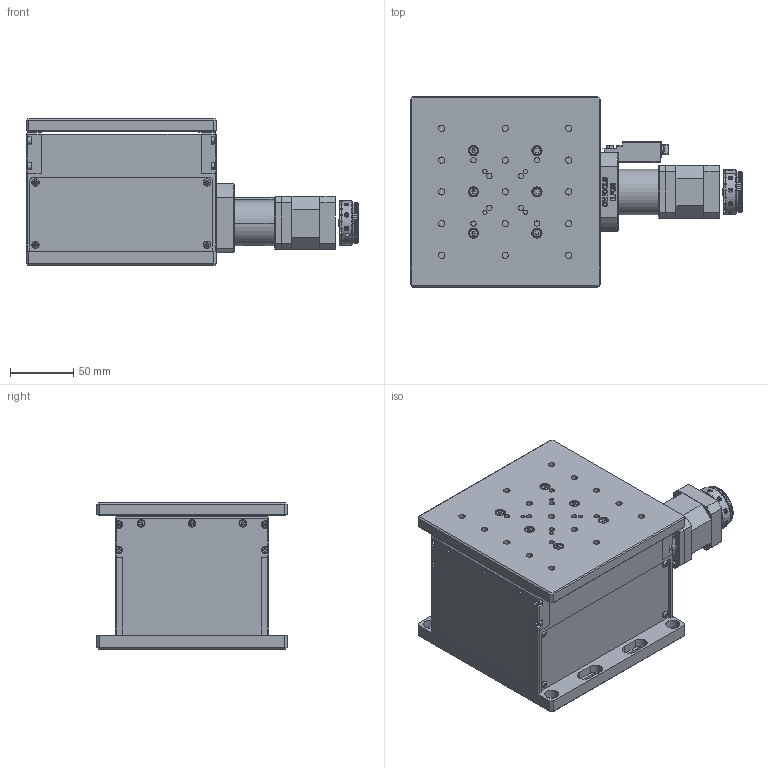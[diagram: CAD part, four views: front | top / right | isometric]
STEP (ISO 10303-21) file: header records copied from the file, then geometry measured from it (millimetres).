
FILE_DESCRIPTION (( 'STEP AP203' ), '1' );
FILE_NAME ('ELPC20.STEP', '2020-12-03T06:27:34', ( 'User' ), ( 'China' ), 'SwSTEP 2.0', 'SolidWorks 2018', '' );
FILE_SCHEMA (( 'CONFIG_CONTROL_DESIGN' ));
Products named in the file (1): ELPC20
Bounding box: 261.5 x 150 x 115 mm (x, y, z)
Surface area: 183495.5 mm2 (no closed solid volume)
Topology: 0 solids, 100 shells, 1219 faces, 4487 edges, 3288 vertices
Faces by surface type: plane 654, cylinder 329, cone 128, torus 50, bspline 38, sphere 20
Entity records: 54204 total; most frequent: CARTESIAN_POINT 17665, DIRECTION 7405, ORIENTED_EDGE 6596, EDGE_CURVE 4437, VERTEX_POINT 3288, AXIS2_PLACEMENT_3D 2514, VECTOR 2377, LINE 2377
